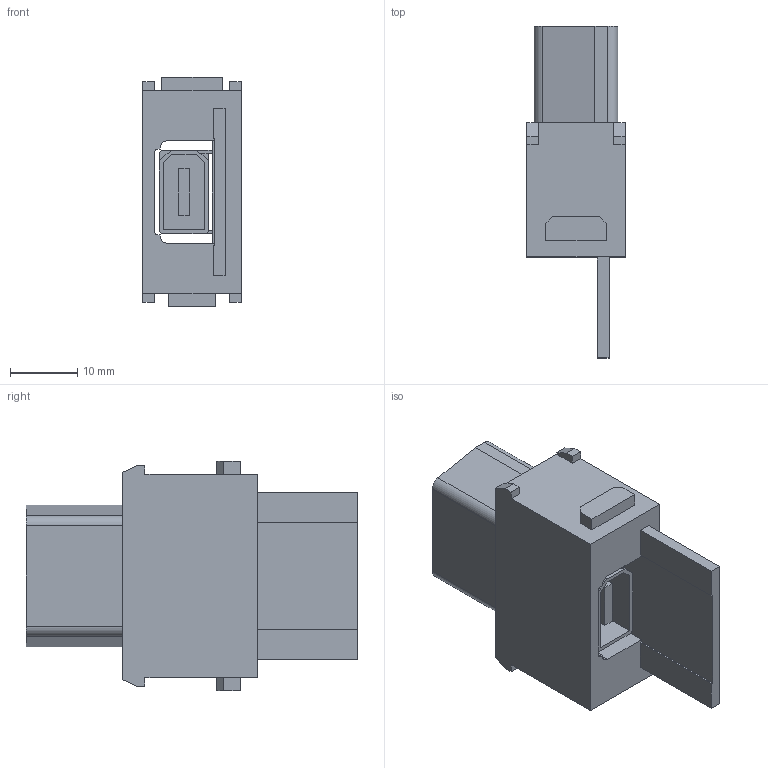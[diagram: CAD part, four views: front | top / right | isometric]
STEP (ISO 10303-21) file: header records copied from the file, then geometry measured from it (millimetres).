
FILE_DESCRIPTION(/* description */ (''),/* implementation_level */ '2;1');
FILE_NAME(/* name */ '100095267ugm000_b.stp',/* time_stamp */ '2017-10-30T15:19:07+01:00',/* author */ (''),/* organization */ (''),/* preprocessor_version */ 'ST-DEVELOPER v16',/* originating_system */ 'SIEMENS PLM Software NX 10.0',/* authorisation */ '');
FILE_SCHEMA (('AUTOMOTIVE_DESIGN { 1 0 10303 214 3 1 1 1 }'));
Length unit declared in the file: millimetre
Products named in the file (1): 100095267ugm000_b
Bounding box: 14.65 x 49.4 x 34.2 mm (x, y, z)
Volume: 10152.2 mm3; surface area: 7994 mm2
Topology: 1 solids, 1 shells, 243 faces, 657 edges, 439 vertices
Faces by surface type: plane 207, cylinder 36
Full cylindrical faces by diameter (mm): 0.57 x1, 0.63 x1
Entity records: 8566 total; most frequent: CARTESIAN_POINT 1338, ORIENTED_EDGE 1310, DIRECTION 1219, EDGE_CURVE 655, LINE 579, VECTOR 579, VERTEX_POINT 438, AXIS2_PLACEMENT_3D 320
